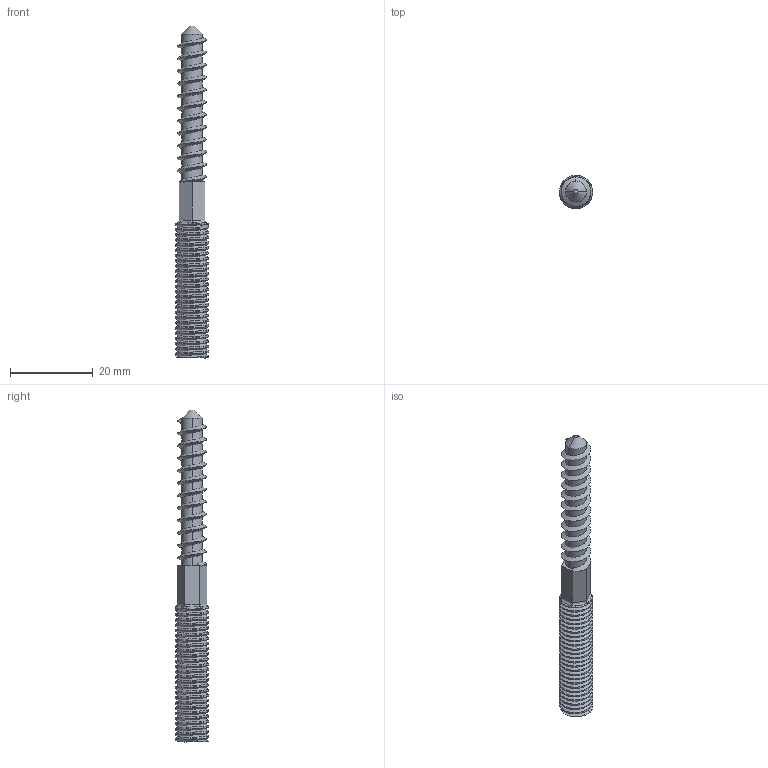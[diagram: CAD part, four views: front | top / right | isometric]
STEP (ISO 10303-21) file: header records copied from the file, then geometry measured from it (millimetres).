
FILE_DESCRIPTION (( 'STEP AP203' ), '1' );
FILE_NAME ('50170-240.step', '2015-09-17T15:05:07', ( '' ), ( '' ), 'SwSTEP 2.0', 'SolidWorks 2015', '' );
FILE_SCHEMA (( 'CONFIG_CONTROL_DESIGN' ));
Length unit declared in the file: millimetre
Products named in the file (1): 50170-240
Bounding box: 8 x 8 x 80 mm (x, y, z)
Volume: 2614.4 mm3; surface area: 2470.3 mm2
Topology: 1 solids, 1 shells, 235 faces, 648 edges, 426 vertices
Faces by surface type: cylinder 79, plane 78, bspline 76, cone 2
Entity records: 17900 total; most frequent: CARTESIAN_POINT 12837, ORIENTED_EDGE 1296, DIRECTION 666, EDGE_CURVE 648, VERTEX_POINT 426, VECTOR 304, LINE 304, EDGE_LOOP 246
